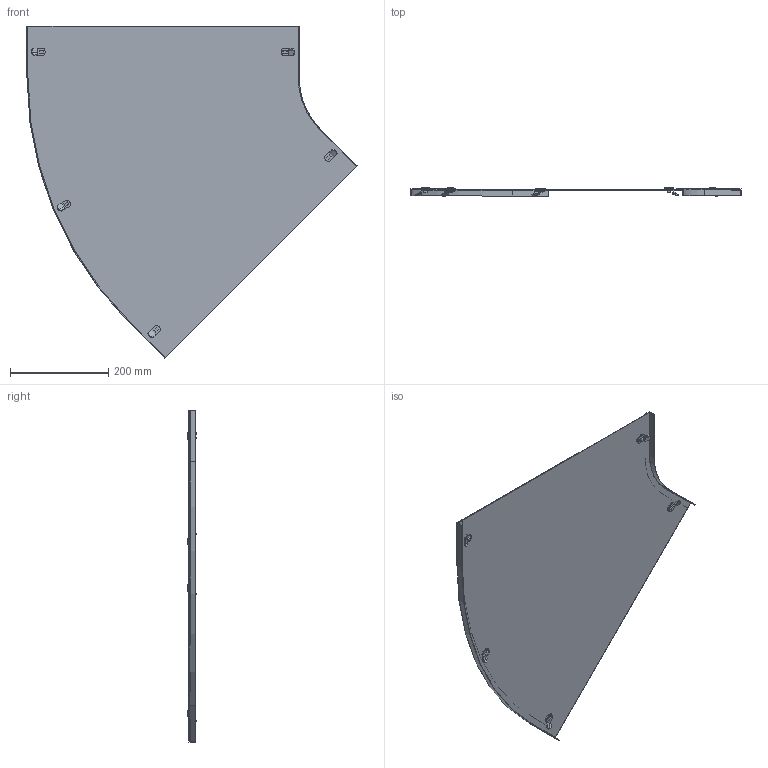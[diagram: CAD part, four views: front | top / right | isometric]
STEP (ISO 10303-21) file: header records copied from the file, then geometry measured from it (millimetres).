
FILE_DESCRIPTION (( 'STEP AP214' ), '1' );
FILE_NAME ('7128916.stp', '2019-06-14T07:48:02', ( '' ), ( '' ), 'SwSTEP 2.0', 'SolidWorks 2018', '' );
FILE_SCHEMA (( 'AUTOMOTIVE_DESIGN' ));
Length unit declared in the file: millimetre
Products named in the file (7): KTS 08.043-122_NB 550 o12,3 FS,DD; KTS 08.080-022_Standard; 7128916; KTS 08.082-005_Standard; KTS 08.043-131_Innenwinkel R=148; KTS 08.081-003_Standard; KTS 08.043-130_R=0702
Assembly tree (10 placements, depth 3):
  7128916
    KTS 08.043-122_NB 550 o12,3 FS,DD
    KTS 08.043-130_R=0702
    KTS 08.043-131_Innenwinkel R=148
    KTS 08.080-022_Standard  x5
      KTS 08.082-005_Standard
      KTS 08.081-003_Standard
Bounding box: 671.59 x 16.98 x 675.64 mm (x, y, z)
Volume: 412220.4 mm3; surface area: 670952.8 mm2
Topology: 13 solids, 13 shells, 273 faces, 666 edges, 434 vertices
Faces by surface type: plane 160, cylinder 78, torus 20, bspline 15
Entity records: 3175 total; most frequent: CARTESIAN_POINT 597, DIRECTION 496, ORIENTED_EDGE 468, EDGE_CURVE 234, AXIS2_PLACEMENT_3D 170, LINE 156, VECTOR 156, VERTEX_POINT 154
